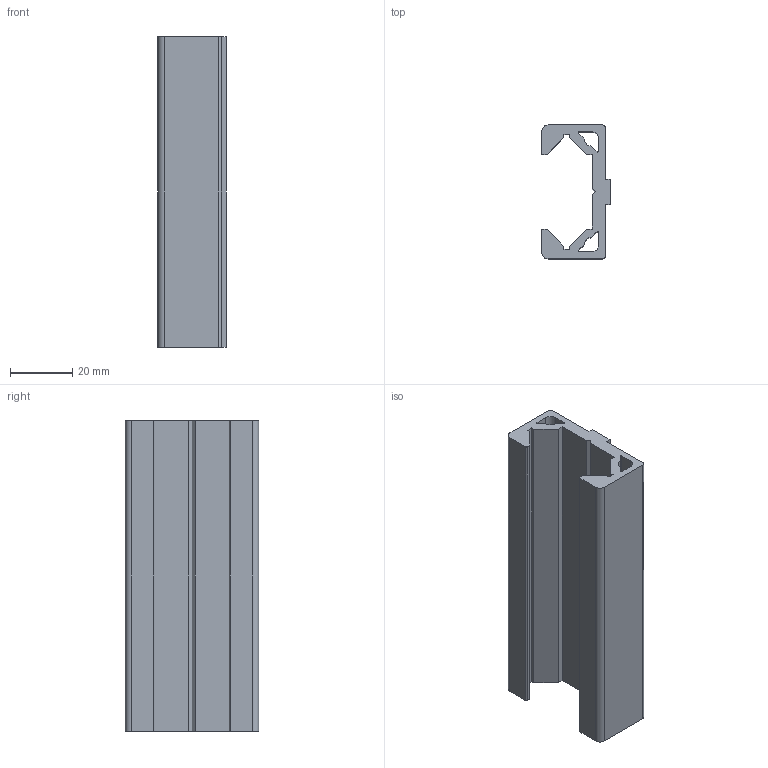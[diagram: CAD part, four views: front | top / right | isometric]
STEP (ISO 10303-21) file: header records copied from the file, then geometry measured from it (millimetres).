
FILE_DESCRIPTION((''),'2;1');
FILE_NAME('K_102243.stp','2013-04-12T10:35:33',(''),(''),'Autodesk Inventor 2011','Autodesk Inventor 2011','');
FILE_SCHEMA(('AUTOMOTIVE_DESIGN { 1 0 10303 214 1 1 1 1 }'));
Length unit declared in the file: millimetre
Products named in the file (1): K_102243
Bounding box: 22 x 43 x 100 mm (x, y, z)
Volume: 36931.3 mm3; surface area: 22409 mm2
Topology: 1 solids, 1 shells, 53 faces, 153 edges, 102 vertices
Faces by surface type: plane 37, cylinder 16
Entity records: 1773 total; most frequent: CARTESIAN_POINT 309, ORIENTED_EDGE 306, DIRECTION 293, EDGE_CURVE 153, VECTOR 121, LINE 121, VERTEX_POINT 102, AXIS2_PLACEMENT_3D 86
